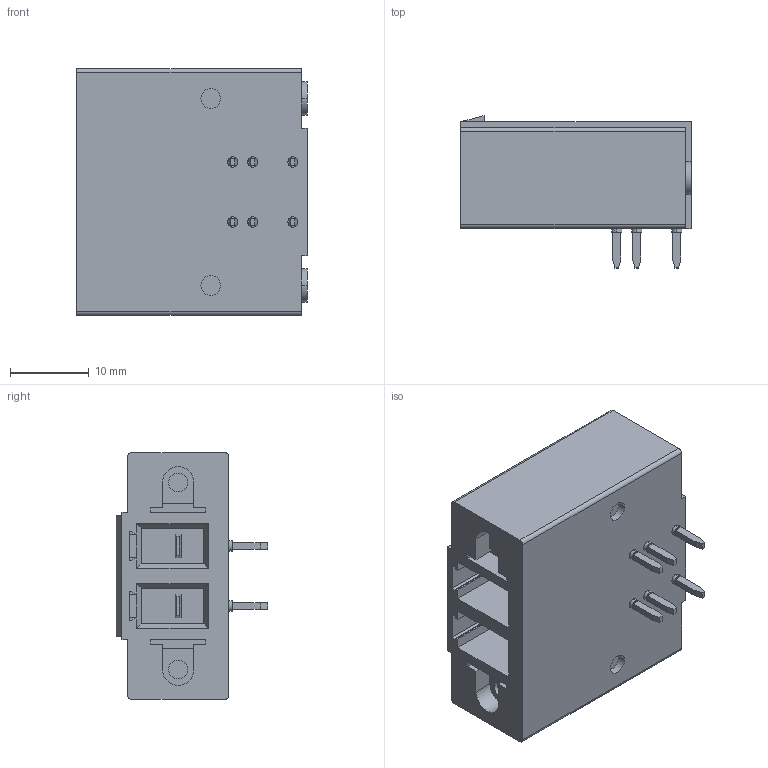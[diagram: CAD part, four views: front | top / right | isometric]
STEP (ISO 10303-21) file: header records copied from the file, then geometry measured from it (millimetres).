
FILE_DESCRIPTION(('SolidDesigner STEP Export'),'2;1');
FILE_NAME('pc_5-2-gf-7.62.stp','2014-09-09T 9:41:29',(''),(''),'Creo Elements/Direct Modeling STEP processor for AP214 (Solid Model)','Creo Elements/Direct Modeling 18.1B 29-Sep-2012 (C) Parametric Technology GmbH','');
FILE_SCHEMA(('AUTOMOTIVE_DESIGN { 1 0 10303 214 1 1 1 1 }'));
Length unit declared in the file: millimetre
Products named in the file (2): pc_5-2-gf-7.62
Assembly tree (1 placements, depth 2):
  pc_5-2-gf-7.62
    pc_5-2-gf-7.62
Bounding box: 29.25 x 19.29 x 31.34 mm (x, y, z)
Volume: 10268.1 mm3; surface area: 4722.6 mm2
Topology: 1 solids, 1 shells, 199 faces, 507 edges, 338 vertices
Faces by surface type: plane 153, cylinder 46
Entity records: 7336 total; most frequent: ORIENTED_EDGE 1014, CARTESIAN_POINT 988, DIRECTION 901, EDGE_CURVE 507, VECTOR 399, LINE 399, VERTEX_POINT 338, AXIS2_PLACEMENT_3D 251
